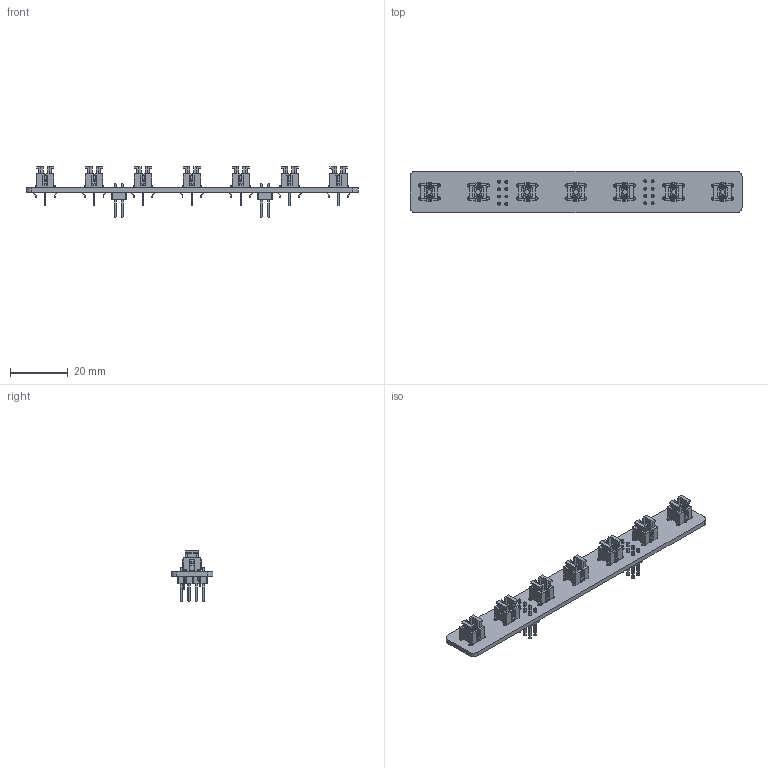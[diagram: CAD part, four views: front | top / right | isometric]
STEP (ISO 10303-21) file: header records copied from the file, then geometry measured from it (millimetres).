
FILE_DESCRIPTION(('KiCad electronic assembly'),'2;1');
FILE_NAME('ufc_v4_ap.step','2020-12-28T19:34:09',('An Author'),( 'A Company'),'Open CASCADE STEP processor 6.9', 'KiCad to STEP converter','Unknown');
FILE_SCHEMA(('AUTOMOTIVE_DESIGN { 1 0 10303 214 1 1 1 1 }'));
Length unit declared in the file: millimetre
Products named in the file (6): Open CASCADE STEP translator 6.9 1; TL1240GQ; SOLID; PinHeader_2x04_P2.54mm_Vertical; COMPOUND
Assembly tree (12 placements, depth 3):
  Open CASCADE STEP translator 6.9 1
    TL1240GQ  x7
      SOLID
    PinHeader_2x04_P2.54mm_Vertical  x2
      SOLID
    COMPOUND
Bounding box: 115 x 14.5 x 17.44 mm (x, y, z)
Volume: 3818.4 mm3; surface area: 8402.1 mm2
Topology: 10 solids, 10 shells, 2414 faces, 6776 edges, 4400 vertices
Faces by surface type: plane 2065, cylinder 328, cone 14, bspline 7
Full cylindrical faces by diameter (mm): 0.762 x14, 1 x16, 1.1 x28
Entity records: 38618 total; most frequent: CARTESIAN_POINT 6078, DIRECTION 5502, LINE 3852, VECTOR 3852, ORIENTED_EDGE 2844, PCURVE 2844, DEFINITIONAL_REPRESENTATION 2844, EDGE_CURVE 1422
